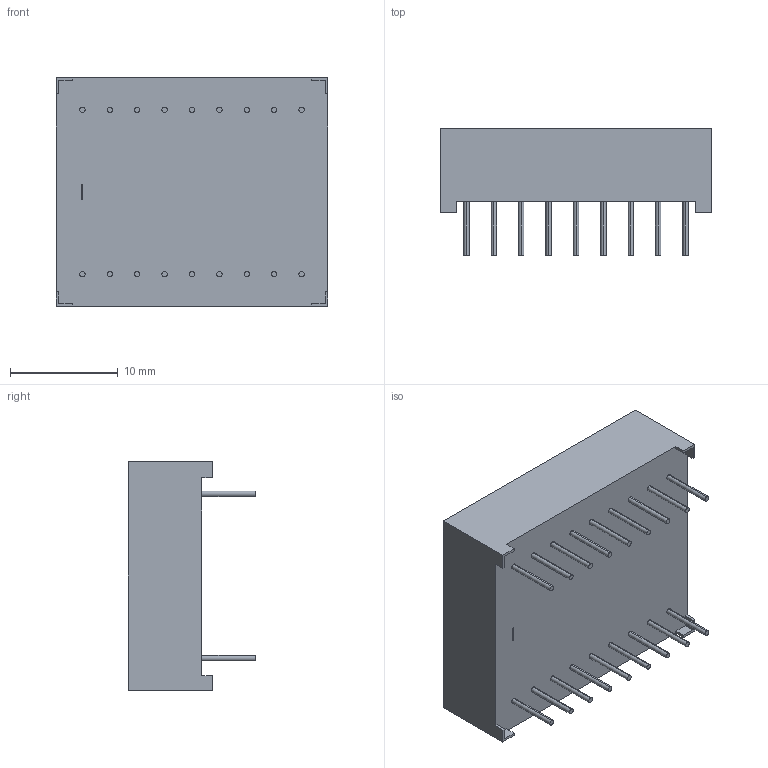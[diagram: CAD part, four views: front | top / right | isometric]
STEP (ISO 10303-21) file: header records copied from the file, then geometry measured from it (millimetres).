
FILE_DESCRIPTION (( 'STEP AP214' ), '1' );
FILE_NAME ('XAxx14x2.STEP', '2015-09-02T18:28:48', ( '' ), ( '' ), 'SwSTEP 2.0', 'SolidWorks 2012', '' );
FILE_SCHEMA (( 'AUTOMOTIVE_DESIGN' ));
Length unit declared in the file: millimetre
Products named in the file (1): XAxx14x2
Bounding box: 25.2 x 11.8 x 21.2 mm (x, y, z)
Volume: 3646.6 mm3; surface area: 1881.4 mm2
Topology: 1 solids, 1 shells, 456 faces, 1170 edges, 780 vertices
Faces by surface type: plane 348, bspline 68, cylinder 40
Entity records: 18519 total; most frequent: CARTESIAN_POINT 5587, ORIENTED_EDGE 2340, DIRECTION 1892, EDGE_CURVE 1170, LINE 954, VECTOR 954, VERTEX_POINT 780, EDGE_LOOP 520
